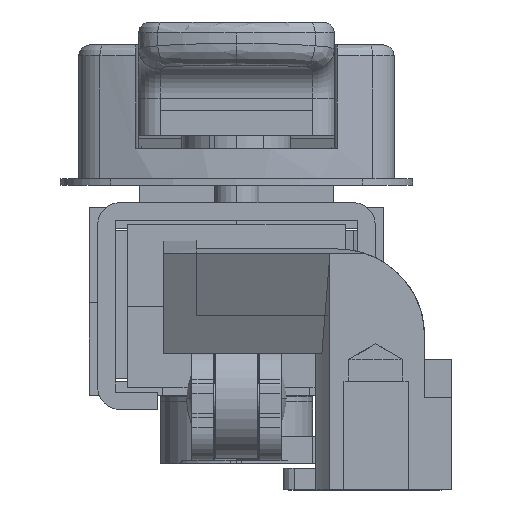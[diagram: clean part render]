
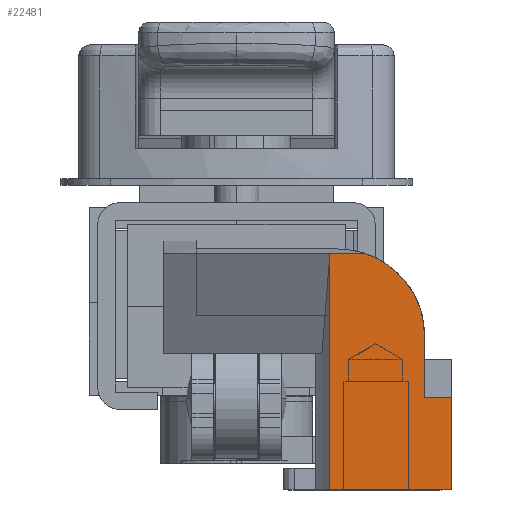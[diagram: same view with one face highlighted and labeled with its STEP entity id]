
A CAD part, front view. The second image highlights one B-rep face of the part: STEP entity #22481.
In plain terms, the highlighted face is planar.
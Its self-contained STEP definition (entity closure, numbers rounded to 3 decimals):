
#493 = VERTEX_POINT ( 'NONE', #8613 ) ;
#811 = CARTESIAN_POINT ( 'NONE',  ( -16., -8.5, 2.5 ) ) ;
#2264 = LINE ( 'NONE', #14176, #20208 ) ;
#2354 = EDGE_CURVE ( 'NONE', #20952, #6338, #19016, .T. ) ;
#2487 = CARTESIAN_POINT ( 'NONE',  ( -16., -21.712, 11.212 ) ) ;
#3049 = EDGE_CURVE ( 'NONE', #5585, #6338, #21096, .T. ) ;
#3199 = VECTOR ( 'NONE', #4479, 1000. ) ;
#4479 = DIRECTION ( 'NONE',  ( 0., 0., -1. ) ) ;
#4574 = CARTESIAN_POINT ( 'NONE',  ( -16., 0., 0. ) ) ;
#4767 = ORIENTED_EDGE ( 'NONE', *, *, #16011, .T. ) ;
#5126 = DIRECTION ( 'NONE',  ( 1., 0., 0. ) ) ;
#5412 = CARTESIAN_POINT ( 'NONE',  ( -16., 0., 0. ) ) ;
#5585 = VERTEX_POINT ( 'NONE', #5412 ) ;
#5909 = EDGE_CURVE ( 'NONE', #20339, #493, #19019, .T. ) ;
#6015 = AXIS2_PLACEMENT_3D ( 'NONE', #16939, #5126, #7049 ) ;
#6127 = DIRECTION ( 'NONE',  ( -1., 0., 0. ) ) ;
#6284 = CARTESIAN_POINT ( 'NONE',  ( -16., -8.5, 2.5 ) ) ;
#6338 = VERTEX_POINT ( 'NONE', #18250 ) ;
#6801 = ORIENTED_EDGE ( 'NONE', *, *, #19892, .T. ) ;
#7049 = DIRECTION ( 'NONE',  ( 0., 0., -1. ) ) ;
#7098 = VERTEX_POINT ( 'NONE', #12730 ) ;
#7710 = CARTESIAN_POINT ( 'NONE',  ( -16., -14.145, 2.5 ) ) ;
#7847 = CARTESIAN_POINT ( 'NONE',  ( -16., -14.145, 10.5 ) ) ;
#7979 = ORIENTED_EDGE ( 'NONE', *, *, #3049, .T. ) ;
#8245 = DIRECTION ( 'NONE',  ( 0., 0., -1. ) ) ;
#8432 = ORIENTED_EDGE ( 'NONE', *, *, #22036, .T. ) ;
#8613 = CARTESIAN_POINT ( 'NONE',  ( -16., -21.712, 7.903 ) ) ;
#11873 = CARTESIAN_POINT ( 'NONE',  ( -16., -8.5, 2.5 ) ) ;
#11976 = EDGE_CURVE ( 'NONE', #14417, #20952, #24556, .T. ) ;
#12193 = AXIS2_PLACEMENT_3D ( 'NONE', #7847, #6127, #15489 ) ;
#12730 = CARTESIAN_POINT ( 'NONE',  ( -16., 0., 11.212 ) ) ;
#14176 = CARTESIAN_POINT ( 'NONE',  ( -16., 0., 26.5 ) ) ;
#14230 = CARTESIAN_POINT ( 'NONE',  ( -16., -21.712, 26.5 ) ) ;
#14242 = DIRECTION ( 'NONE',  ( 0., -1., 0. ) ) ;
#14288 = LINE ( 'NONE', #17013, #18277 ) ;
#14406 = CIRCLE ( 'NONE', #12193, 8. ) ;
#14417 = VERTEX_POINT ( 'NONE', #7710 ) ;
#14881 = DIRECTION ( 'NONE',  ( 0., 1., 0. ) ) ;
#15489 = DIRECTION ( 'NONE',  ( 0., 0., -1. ) ) ;
#15923 = VECTOR ( 'NONE', #14242, 1000. ) ;
#16011 = EDGE_CURVE ( 'NONE', #20339, #7098, #14288, .T. ) ;
#16035 = VECTOR ( 'NONE', #21788, 1000. ) ;
#16296 = ORIENTED_EDGE ( 'NONE', *, *, #5909, .F. ) ;
#16419 = ORIENTED_EDGE ( 'NONE', *, *, #2354, .F. ) ;
#16939 = CARTESIAN_POINT ( 'NONE',  ( -16., 0., 26.5 ) ) ;
#17013 = CARTESIAN_POINT ( 'NONE',  ( -16., -12.5, 11.212 ) ) ;
#17782 = VECTOR ( 'NONE', #8245, 1000. ) ;
#18250 = CARTESIAN_POINT ( 'NONE',  ( -16., -8.5, 0. ) ) ;
#18277 = VECTOR ( 'NONE', #14881, 1000. ) ;
#18740 = PLANE ( 'NONE',  #6015 ) ;
#19016 = LINE ( 'NONE', #6284, #17782 ) ;
#19019 = LINE ( 'NONE', #14230, #3199 ) ;
#19892 = EDGE_CURVE ( 'NONE', #7098, #5585, #2264, .T. ) ;
#19943 = EDGE_LOOP ( 'NONE', ( #24786, #8432, #16296, #4767, #6801, #7979, #16419 ) ) ;
#20208 = VECTOR ( 'NONE', #22175, 1000. ) ;
#20339 = VERTEX_POINT ( 'NONE', #2487 ) ;
#20952 = VERTEX_POINT ( 'NONE', #11873 ) ;
#21096 = LINE ( 'NONE', #4574, #15923 ) ;
#21788 = DIRECTION ( 'NONE',  ( 0., 1., 0. ) ) ;
#22036 = EDGE_CURVE ( 'NONE', #14417, #493, #14406, .T. ) ;
#22175 = DIRECTION ( 'NONE',  ( 0., 0., -1. ) ) ;
#22287 = FACE_OUTER_BOUND ( 'NONE', #19943, .T. ) ;
#22481 = ADVANCED_FACE ( 'NONE', ( #22287 ), #18740, .F. ) ;
#24556 = LINE ( 'NONE', #811, #16035 ) ;
#24786 = ORIENTED_EDGE ( 'NONE', *, *, #11976, .F. ) ;
